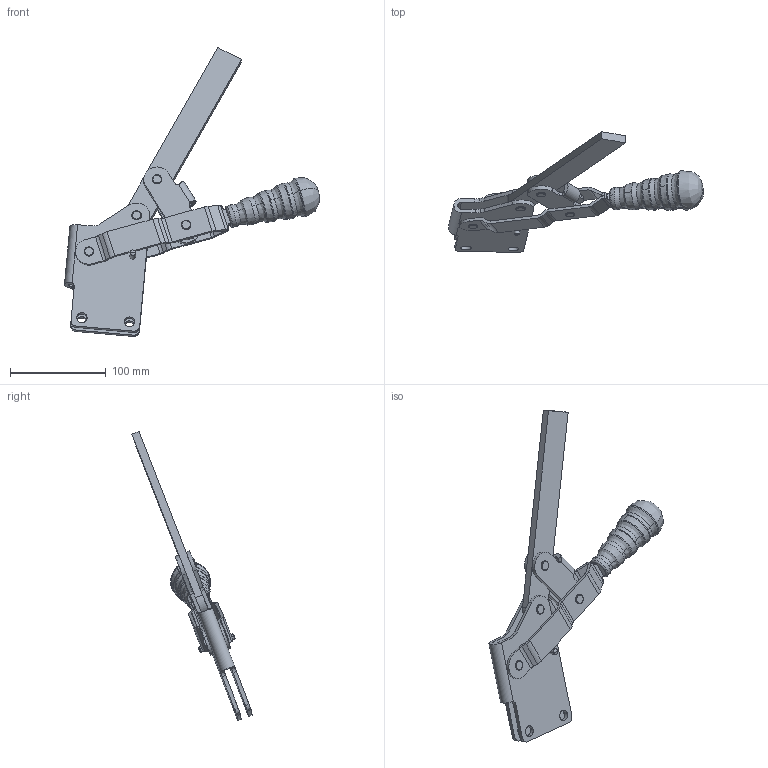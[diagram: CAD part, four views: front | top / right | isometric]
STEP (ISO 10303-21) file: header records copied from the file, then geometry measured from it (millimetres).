
FILE_DESCRIPTION((''),'2;1');
FILE_NAME('216F.1-opened.stp','2005-09-27T21:25:27',('Kysilko'),(''),'Autodesk Inventor 8','Autodesk Inventor 8','');
FILE_SCHEMA(('AUTOMOTIVE_DESIGN { 1 0 10303 214 1 1 1 1 }'));
Length unit declared in the file: millimetre
Products named in the file (1): Part29
Bounding box: 266.62 x 125.64 x 302.11 mm (x, y, z)
Volume: 255212.3 mm3; surface area: 99094.4 mm2
Topology: 1 solids, 5 shells, 1166 faces, 3485 edges, 2118 vertices
Faces by surface type: plane 659, cone 308, cylinder 115, bspline 58, torus 24, sphere 2
Entity records: 41090 total; most frequent: CARTESIAN_POINT 10326, ORIENTED_EDGE 6950, DIRECTION 6427, EDGE_CURVE 3475, AXIS2_PLACEMENT_3D 2427, VERTEX_POINT 2118, VECTOR 1573, LINE 1573
